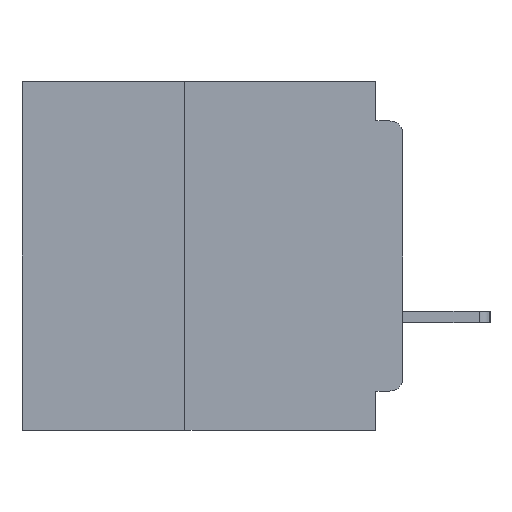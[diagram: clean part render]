
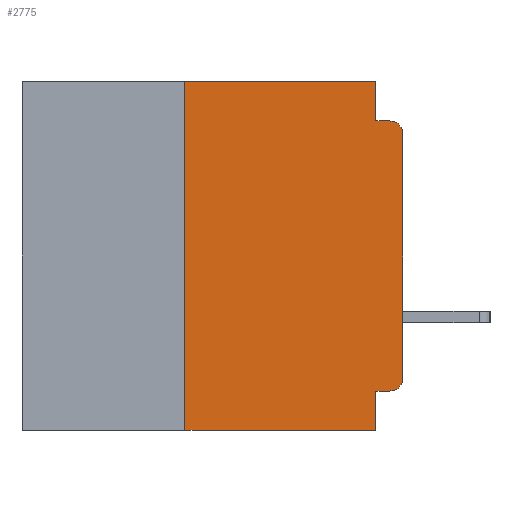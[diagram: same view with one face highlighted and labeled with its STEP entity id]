
A CAD part, left-side view. The second image highlights one B-rep face of the part: STEP entity #2775.
In plain terms, the highlighted planar face has unit normal (-1, 0, 0).
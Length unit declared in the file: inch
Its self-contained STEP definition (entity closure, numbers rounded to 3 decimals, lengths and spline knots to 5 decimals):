
#1060 = AXIS2_PLACEMENT_3D ( 'NONE', #51998, #51690, #51502 ) ;
#1064 = VECTOR ( 'NONE', #1864, 39.37008 ) ;
#1323 = VERTEX_POINT ( 'NONE', #16457 ) ;
#1864 = DIRECTION ( 'NONE',  ( 0., 0., 1. ) ) ;
#1926 = AXIS2_PLACEMENT_3D ( 'NONE', #25133, #55479, #29551 ) ;
#2655 = CARTESIAN_POINT ( 'NONE',  ( 0., 0.015, -0.045 ) ) ;
#2775 = ADVANCED_FACE ( 'NONE', ( #25636 ), #55259, .F. ) ;
#3338 = ORIENTED_EDGE ( 'NONE', *, *, #28857, .T. ) ;
#3895 = CARTESIAN_POINT ( 'NONE',  ( 0., 0.031, 0. ) ) ;
#4486 = EDGE_CURVE ( 'NONE', #1323, #44260, #35660, .T. ) ;
#5118 = EDGE_CURVE ( 'NONE', #44577, #36778, #24058, .T. ) ;
#5906 = LINE ( 'NONE', #33861, #17408 ) ;
#6965 = CARTESIAN_POINT ( 'NONE',  ( 0., 0.031, -0.4 ) ) ;
#7214 = VECTOR ( 'NONE', #52703, 39.37008 ) ;
#7468 = CIRCLE ( 'NONE', #55581, 0.015 ) ;
#7685 = DIRECTION ( 'NONE',  ( 0., 0., -1. ) ) ;
#7730 = EDGE_CURVE ( 'NONE', #31580, #27944, #48372, .T. ) ;
#10495 = DIRECTION ( 'NONE',  ( -1., 0., 0. ) ) ;
#12041 = EDGE_CURVE ( 'NONE', #36778, #55471, #40449, .T. ) ;
#12672 = EDGE_CURVE ( 'NONE', #27944, #54577, #41053, .T. ) ;
#13181 = ORIENTED_EDGE ( 'NONE', *, *, #43294, .T. ) ;
#14401 = EDGE_CURVE ( 'NONE', #51817, #42180, #35990, .T. ) ;
#14867 = DIRECTION ( 'NONE',  ( 0., 0., 1. ) ) ;
#15783 = ORIENTED_EDGE ( 'NONE', *, *, #52902, .F. ) ;
#16279 = CARTESIAN_POINT ( 'NONE',  ( 0., 0., -0.06 ) ) ;
#16428 = VECTOR ( 'NONE', #48659, 39.37008 ) ;
#16457 = CARTESIAN_POINT ( 'NONE',  ( 0., 0., -0.34 ) ) ;
#17313 = CARTESIAN_POINT ( 'NONE',  ( 0., 0.437, -0.4 ) ) ;
#17408 = VECTOR ( 'NONE', #7685, 39.37008 ) ;
#17835 = VECTOR ( 'NONE', #37675, 39.37008 ) ;
#18659 = ORIENTED_EDGE ( 'NONE', *, *, #5118, .F. ) ;
#19289 = CARTESIAN_POINT ( 'NONE',  ( 0., 0., -0.045 ) ) ;
#22987 = CARTESIAN_POINT ( 'NONE',  ( 0., 0.031, -0.045 ) ) ;
#23556 = ORIENTED_EDGE ( 'NONE', *, *, #12672, .F. ) ;
#24058 = LINE ( 'NONE', #36489, #45849 ) ;
#25133 = CARTESIAN_POINT ( 'NONE',  ( 0., 0.015, -0.34 ) ) ;
#25636 = FACE_OUTER_BOUND ( 'NONE', #44787, .T. ) ;
#26457 = ORIENTED_EDGE ( 'NONE', *, *, #44288, .T. ) ;
#26712 = CARTESIAN_POINT ( 'NONE',  ( 0., 0.437, 0. ) ) ;
#27944 = VERTEX_POINT ( 'NONE', #40926 ) ;
#28857 = EDGE_CURVE ( 'NONE', #44577, #54577, #53925, .T. ) ;
#29551 = DIRECTION ( 'NONE',  ( 0., 0., -1. ) ) ;
#29733 = CIRCLE ( 'NONE', #1926, 0.015 ) ;
#30145 = CARTESIAN_POINT ( 'NONE',  ( 0., 0.25, 0. ) ) ;
#30387 = ORIENTED_EDGE ( 'NONE', *, *, #14401, .F. ) ;
#31423 = CARTESIAN_POINT ( 'NONE',  ( 0., 0.25, -0.4 ) ) ;
#31580 = VERTEX_POINT ( 'NONE', #44788 ) ;
#33861 = CARTESIAN_POINT ( 'NONE',  ( 0., 0.031, 0. ) ) ;
#34564 = ORIENTED_EDGE ( 'NONE', *, *, #4486, .T. ) ;
#35660 = LINE ( 'NONE', #36549, #1064 ) ;
#35990 = LINE ( 'NONE', #19289, #44775 ) ;
#36472 = CARTESIAN_POINT ( 'NONE',  ( 0., 0.015, -0.06 ) ) ;
#36489 = CARTESIAN_POINT ( 'NONE',  ( 0., 0.25, -0.4 ) ) ;
#36549 = CARTESIAN_POINT ( 'NONE',  ( 0., 0., 0. ) ) ;
#36778 = VERTEX_POINT ( 'NONE', #30145 ) ;
#37675 = DIRECTION ( 'NONE',  ( 0., 1., 0. ) ) ;
#40449 = LINE ( 'NONE', #26712, #7214 ) ;
#40815 = DIRECTION ( 'NONE',  ( 0., 0., -1. ) ) ;
#40926 = CARTESIAN_POINT ( 'NONE',  ( 0., 0.031, -0.355 ) ) ;
#40935 = DIRECTION ( 'NONE',  ( 0., -1., 0. ) ) ;
#41053 = LINE ( 'NONE', #53005, #16428 ) ;
#42180 = VERTEX_POINT ( 'NONE', #2655 ) ;
#43294 = EDGE_CURVE ( 'NONE', #44260, #42180, #7468, .T. ) ;
#43773 = VECTOR ( 'NONE', #52024, 39.37008 ) ;
#44260 = VERTEX_POINT ( 'NONE', #16279 ) ;
#44288 = EDGE_CURVE ( 'NONE', #31580, #1323, #29733, .T. ) ;
#44577 = VERTEX_POINT ( 'NONE', #31423 ) ;
#44775 = VECTOR ( 'NONE', #40935, 39.37008 ) ;
#44787 = EDGE_LOOP ( 'NONE', ( #34564, #13181, #30387, #15783, #48111, #18659, #3338, #23556, #45561, #26457 ) ) ;
#44788 = CARTESIAN_POINT ( 'NONE',  ( 0., 0.015, -0.355 ) ) ;
#45561 = ORIENTED_EDGE ( 'NONE', *, *, #7730, .F. ) ;
#45849 = VECTOR ( 'NONE', #14867, 39.37008 ) ;
#48111 = ORIENTED_EDGE ( 'NONE', *, *, #12041, .F. ) ;
#48372 = LINE ( 'NONE', #54707, #17835 ) ;
#48659 = DIRECTION ( 'NONE',  ( 0., 0., -1. ) ) ;
#51502 = DIRECTION ( 'NONE',  ( 0., 0., -1. ) ) ;
#51690 = DIRECTION ( 'NONE',  ( 1., 0., 0. ) ) ;
#51817 = VERTEX_POINT ( 'NONE', #22987 ) ;
#51998 = CARTESIAN_POINT ( 'NONE',  ( 0., 0.437, 0. ) ) ;
#52024 = DIRECTION ( 'NONE',  ( 0., -1., 0. ) ) ;
#52703 = DIRECTION ( 'NONE',  ( 0., -1., 0. ) ) ;
#52902 = EDGE_CURVE ( 'NONE', #55471, #51817, #5906, .T. ) ;
#53005 = CARTESIAN_POINT ( 'NONE',  ( 0., 0.031, -0.4 ) ) ;
#53925 = LINE ( 'NONE', #17313, #43773 ) ;
#54577 = VERTEX_POINT ( 'NONE', #6965 ) ;
#54707 = CARTESIAN_POINT ( 'NONE',  ( 0., 0., -0.355 ) ) ;
#55259 = PLANE ( 'NONE',  #1060 ) ;
#55471 = VERTEX_POINT ( 'NONE', #3895 ) ;
#55479 = DIRECTION ( 'NONE',  ( -1., 0., 0. ) ) ;
#55581 = AXIS2_PLACEMENT_3D ( 'NONE', #36472, #10495, #40815 ) ;
